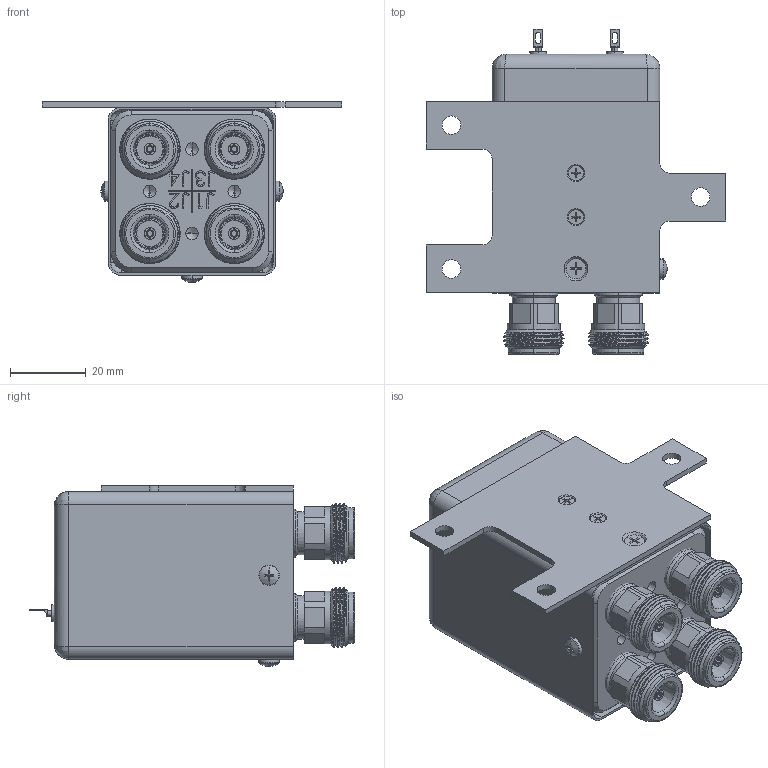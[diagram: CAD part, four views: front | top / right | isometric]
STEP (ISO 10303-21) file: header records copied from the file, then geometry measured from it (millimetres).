
FILE_DESCRIPTION (( 'STEP AP203' ), '1' );
FILE_NAME ('PE71S6496_3D.STEP', '2022-05-09T15:28:30', ( '' ), ( '' ), 'SwSTEP 2.0', 'SolidWorks 2021', '' );
FILE_SCHEMA (( 'CONFIG_CONTROL_DESIGN' ));
Length unit declared in the file: inch
Products named in the file (9): B2202100X^PE71S6496; B22061003(未完成)_-2h^PE71S6496; A12075Y05_-202^PE71S6496; b22064002^PE71S6496; A12075Y05_-402^PE71S6496; A12075Y04_-401^PE71S6496; R040691-e360_-03^PE71S6496; PE71S6496_3D; NEW N connector^PE71S6496
Assembly tree (15 placements, depth 2):
  PE71S6496_3D
    B2202100X^PE71S6496
    NEW N connector^PE71S6496  x4
    B22061003(未完成)_-2h^PE71S6496
    b22064002^PE71S6496
    R040691-e360_-03^PE71S6496  x2
    A12075Y05_-402^PE71S6496
    A12075Y04_-401^PE71S6496  x3
    A12075Y05_-202^PE71S6496  x2
Bounding box: 79.25 x 86.11 x 47.86 mm (x, y, z)
Volume: 31979.3 mm3; surface area: 48941.5 mm2
Topology: 11 solids, 15 shells, 1104 faces, 2878 edges, 1841 vertices
Faces by surface type: plane 531, cylinder 246, bspline 187, cone 140
Entity records: 30145 total; most frequent: CARTESIAN_POINT 12009, ORIENTED_EDGE 3663, DIRECTION 3204, EDGE_CURVE 1834, VERTEX_POINT 1200, LINE 1184, VECTOR 1184, AXIS2_PLACEMENT_3D 1010
